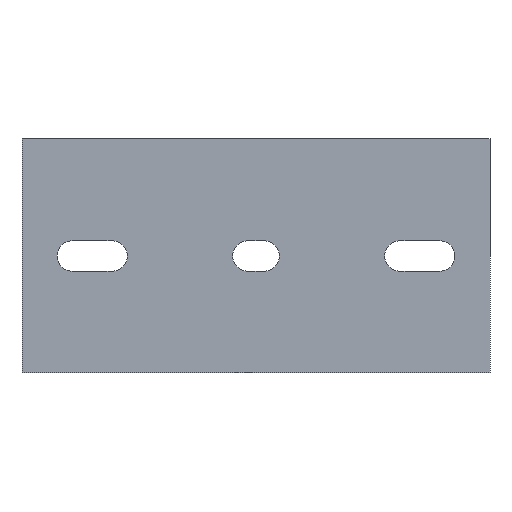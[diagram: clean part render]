
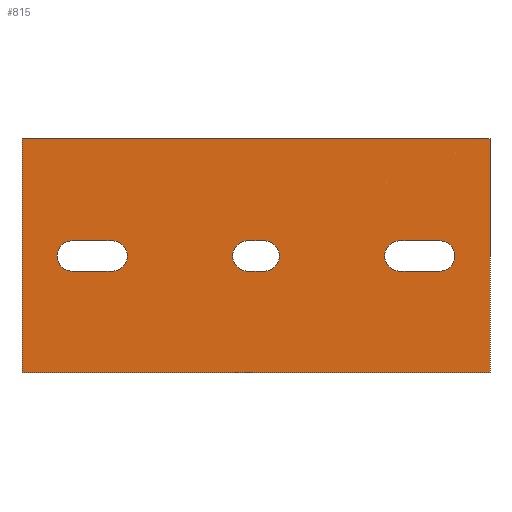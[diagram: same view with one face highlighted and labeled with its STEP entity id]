
A CAD part, front view. The second image highlights one B-rep face of the part: STEP entity #815.
In plain terms, the highlighted planar face has unit normal (0, -1, 0).
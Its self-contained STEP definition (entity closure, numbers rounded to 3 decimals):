
#17 = LINE ( 'NONE', #427, #1020 ) ;
#18 = CARTESIAN_POINT ( 'NONE',  ( -100., -6.5, -35. ) ) ;
#27 = VERTEX_POINT ( 'NONE', #957 ) ;
#28 = VECTOR ( 'NONE', #1086, 1000. ) ;
#33 = ORIENTED_EDGE ( 'NONE', *, *, #352, .T. ) ;
#46 = EDGE_CURVE ( 'NONE', #884, #1081, #488, .T. ) ;
#74 = EDGE_CURVE ( 'NONE', #1222, #1027, #390, .T. ) ;
#78 = ORIENTED_EDGE ( 'NONE', *, *, #109, .T. ) ;
#90 = LINE ( 'NONE', #1064, #1209 ) ;
#92 = CARTESIAN_POINT ( 'NONE',  ( -78.5, -6.5, 0. ) ) ;
#95 = EDGE_CURVE ( 'NONE', #805, #884, #1151, .T. ) ;
#96 = DIRECTION ( 'NONE',  ( 1., 0., 0. ) ) ;
#109 = EDGE_CURVE ( 'NONE', #1117, #309, #1143, .T. ) ;
#112 = ORIENTED_EDGE ( 'NONE', *, *, #1173, .F. ) ;
#113 = CARTESIAN_POINT ( 'NONE',  ( -3.5, -6.5, -6.5 ) ) ;
#126 = LINE ( 'NONE', #18, #565 ) ;
#135 = DIRECTION ( 'NONE',  ( 0., 0., -1. ) ) ;
#143 = DIRECTION ( 'NONE',  ( 0., 0., -1. ) ) ;
#149 = CARTESIAN_POINT ( 'NONE',  ( -3.5, -6.5, 0. ) ) ;
#159 = ORIENTED_EDGE ( 'NONE', *, *, #875, .T. ) ;
#169 = AXIS2_PLACEMENT_3D ( 'NONE', #92, #966, #485 ) ;
#170 = CARTESIAN_POINT ( 'NONE',  ( -3.5, -6.5, 6.5 ) ) ;
#178 = DIRECTION ( 'NONE',  ( 0., 1., 0. ) ) ;
#181 = FACE_BOUND ( 'NONE', #1196, .T. ) ;
#187 = CARTESIAN_POINT ( 'NONE',  ( 61.5, -6.5, -6.5 ) ) ;
#208 = ORIENTED_EDGE ( 'NONE', *, *, #1005, .T. ) ;
#221 = EDGE_CURVE ( 'NONE', #27, #724, #807, .T. ) ;
#232 = AXIS2_PLACEMENT_3D ( 'NONE', #637, #1001, #135 ) ;
#240 = ORIENTED_EDGE ( 'NONE', *, *, #74, .T. ) ;
#241 = EDGE_LOOP ( 'NONE', ( #470, #1095, #829, #291 ) ) ;
#257 = LINE ( 'NONE', #358, #683 ) ;
#276 = CARTESIAN_POINT ( 'NONE',  ( 61.5, -6.5, -6.5 ) ) ;
#278 = DIRECTION ( 'NONE',  ( 0., -1., 0. ) ) ;
#280 = CARTESIAN_POINT ( 'NONE',  ( 100., -6.5, -35. ) ) ;
#291 = ORIENTED_EDGE ( 'NONE', *, *, #851, .T. ) ;
#298 = CARTESIAN_POINT ( 'NONE',  ( -100., -6.5, 50. ) ) ;
#309 = VERTEX_POINT ( 'NONE', #721 ) ;
#319 = VECTOR ( 'NONE', #684, 1000. ) ;
#338 = AXIS2_PLACEMENT_3D ( 'NONE', #149, #1008, #453 ) ;
#344 = EDGE_LOOP ( 'NONE', ( #667, #351, #527, #112 ) ) ;
#351 = ORIENTED_EDGE ( 'NONE', *, *, #95, .F. ) ;
#352 = EDGE_CURVE ( 'NONE', #309, #27, #516, .T. ) ;
#354 = CARTESIAN_POINT ( 'NONE',  ( 61.5, -6.5, 6.5 ) ) ;
#358 = CARTESIAN_POINT ( 'NONE',  ( -78.5, -6.5, -6.5 ) ) ;
#361 = CARTESIAN_POINT ( 'NONE',  ( -61.5, -6.5, 0. ) ) ;
#375 = CARTESIAN_POINT ( 'NONE',  ( 61.5, -6.5, 6.5 ) ) ;
#376 = DIRECTION ( 'NONE',  ( 0., 0., -1. ) ) ;
#385 = EDGE_CURVE ( 'NONE', #834, #1110, #479, .T. ) ;
#390 = CIRCLE ( 'NONE', #909, 6.5 ) ;
#427 = CARTESIAN_POINT ( 'NONE',  ( -78.5, -6.5, 6.5 ) ) ;
#453 = DIRECTION ( 'NONE',  ( 0., 0., -1. ) ) ;
#470 = ORIENTED_EDGE ( 'NONE', *, *, #952, .T. ) ;
#477 = AXIS2_PLACEMENT_3D ( 'NONE', #361, #841, #918 ) ;
#479 = CIRCLE ( 'NONE', #477, 6.5 ) ;
#485 = DIRECTION ( 'NONE',  ( 0., 0., -1. ) ) ;
#488 = LINE ( 'NONE', #749, #319 ) ;
#496 = DIRECTION ( 'NONE',  ( 0., 0., -1. ) ) ;
#499 = CARTESIAN_POINT ( 'NONE',  ( -61.5, -6.5, 6.5 ) ) ;
#503 = DIRECTION ( 'NONE',  ( 1., 0., 0. ) ) ;
#516 = CIRCLE ( 'NONE', #1186, 6.5 ) ;
#527 = ORIENTED_EDGE ( 'NONE', *, *, #547, .F. ) ;
#545 = CARTESIAN_POINT ( 'NONE',  ( 100., -6.5, -50. ) ) ;
#547 = EDGE_CURVE ( 'NONE', #1083, #805, #90, .T. ) ;
#556 = CIRCLE ( 'NONE', #338, 6.5 ) ;
#565 = VECTOR ( 'NONE', #1182, 1000. ) ;
#574 = DIRECTION ( 'NONE',  ( -1., 0., 0. ) ) ;
#622 = CARTESIAN_POINT ( 'NONE',  ( -3.5, -6.5, -6.5 ) ) ;
#634 = EDGE_CURVE ( 'NONE', #855, #834, #17, .T. ) ;
#637 = CARTESIAN_POINT ( 'NONE',  ( 61.5, -6.5, 0. ) ) ;
#638 = CARTESIAN_POINT ( 'NONE',  ( 3.5, -6.5, 0. ) ) ;
#667 = ORIENTED_EDGE ( 'NONE', *, *, #46, .F. ) ;
#672 = DIRECTION ( 'NONE',  ( 0., 0., -1. ) ) ;
#682 = PLANE ( 'NONE',  #1123 ) ;
#683 = VECTOR ( 'NONE', #574, 1000. ) ;
#684 = DIRECTION ( 'NONE',  ( -1., 0., 0. ) ) ;
#688 = ORIENTED_EDGE ( 'NONE', *, *, #772, .T. ) ;
#693 = CARTESIAN_POINT ( 'NONE',  ( -78.5, -6.5, -6.5 ) ) ;
#695 = EDGE_CURVE ( 'NONE', #1098, #1222, #846, .T. ) ;
#721 = CARTESIAN_POINT ( 'NONE',  ( 3.5, -6.5, 6.5 ) ) ;
#724 = VERTEX_POINT ( 'NONE', #622 ) ;
#728 = EDGE_LOOP ( 'NONE', ( #159, #1205, #240, #208 ) ) ;
#749 = CARTESIAN_POINT ( 'NONE',  ( -74.019, -6.5, -50. ) ) ;
#756 = CARTESIAN_POINT ( 'NONE',  ( -61.5, -6.5, -6.5 ) ) ;
#765 = LINE ( 'NONE', #187, #822 ) ;
#766 = CIRCLE ( 'NONE', #169, 6.5 ) ;
#772 = EDGE_CURVE ( 'NONE', #724, #1117, #556, .T. ) ;
#805 = VERTEX_POINT ( 'NONE', #867 ) ;
#807 = LINE ( 'NONE', #113, #28 ) ;
#815 = ADVANCED_FACE ( 'NONE', ( #962, #181, #873, #856 ), #682, .T. ) ;
#821 = DIRECTION ( 'NONE',  ( 0., 1., 0. ) ) ;
#822 = VECTOR ( 'NONE', #1156, 1000. ) ;
#829 = ORIENTED_EDGE ( 'NONE', *, *, #385, .T. ) ;
#834 = VERTEX_POINT ( 'NONE', #499 ) ;
#840 = DIRECTION ( 'NONE',  ( 1., 0., 0. ) ) ;
#841 = DIRECTION ( 'NONE',  ( 0., 1., 0. ) ) ;
#846 = LINE ( 'NONE', #354, #890 ) ;
#851 = EDGE_CURVE ( 'NONE', #1110, #1055, #257, .T. ) ;
#855 = VERTEX_POINT ( 'NONE', #940 ) ;
#856 = FACE_OUTER_BOUND ( 'NONE', #344, .T. ) ;
#864 = CARTESIAN_POINT ( 'NONE',  ( 78.5, -6.5, 0. ) ) ;
#867 = CARTESIAN_POINT ( 'NONE',  ( 100., -6.5, 50. ) ) ;
#873 = FACE_BOUND ( 'NONE', #241, .T. ) ;
#875 = EDGE_CURVE ( 'NONE', #907, #1098, #1052, .T. ) ;
#884 = VERTEX_POINT ( 'NONE', #545 ) ;
#890 = VECTOR ( 'NONE', #840, 1000. ) ;
#907 = VERTEX_POINT ( 'NONE', #276 ) ;
#909 = AXIS2_PLACEMENT_3D ( 'NONE', #864, #178, #496 ) ;
#918 = DIRECTION ( 'NONE',  ( 0., 0., -1. ) ) ;
#929 = ORIENTED_EDGE ( 'NONE', *, *, #221, .T. ) ;
#940 = CARTESIAN_POINT ( 'NONE',  ( -78.5, -6.5, 6.5 ) ) ;
#952 = EDGE_CURVE ( 'NONE', #1055, #855, #766, .T. ) ;
#957 = CARTESIAN_POINT ( 'NONE',  ( 3.5, -6.5, -6.5 ) ) ;
#961 = VECTOR ( 'NONE', #376, 1000. ) ;
#962 = FACE_BOUND ( 'NONE', #728, .T. ) ;
#963 = CARTESIAN_POINT ( 'NONE',  ( -100., -6.5, -50. ) ) ;
#964 = CARTESIAN_POINT ( 'NONE',  ( -3.5, -6.5, 6.5 ) ) ;
#966 = DIRECTION ( 'NONE',  ( 0., 1., 0. ) ) ;
#1001 = DIRECTION ( 'NONE',  ( 0., 1., 0. ) ) ;
#1005 = EDGE_CURVE ( 'NONE', #1027, #907, #765, .T. ) ;
#1008 = DIRECTION ( 'NONE',  ( 0., 1., 0. ) ) ;
#1020 = VECTOR ( 'NONE', #503, 1000. ) ;
#1027 = VERTEX_POINT ( 'NONE', #1096 ) ;
#1052 = CIRCLE ( 'NONE', #232, 6.5 ) ;
#1055 = VERTEX_POINT ( 'NONE', #693 ) ;
#1064 = CARTESIAN_POINT ( 'NONE',  ( -74.019, -6.5, 50. ) ) ;
#1081 = VERTEX_POINT ( 'NONE', #963 ) ;
#1083 = VERTEX_POINT ( 'NONE', #298 ) ;
#1086 = DIRECTION ( 'NONE',  ( -1., 0., 0. ) ) ;
#1095 = ORIENTED_EDGE ( 'NONE', *, *, #634, .T. ) ;
#1096 = CARTESIAN_POINT ( 'NONE',  ( 78.5, -6.5, -6.5 ) ) ;
#1098 = VERTEX_POINT ( 'NONE', #375 ) ;
#1110 = VERTEX_POINT ( 'NONE', #756 ) ;
#1117 = VERTEX_POINT ( 'NONE', #170 ) ;
#1123 = AXIS2_PLACEMENT_3D ( 'NONE', #1149, #278, #672 ) ;
#1143 = LINE ( 'NONE', #964, #1207 ) ;
#1149 = CARTESIAN_POINT ( 'NONE',  ( 100., -6.5, -50. ) ) ;
#1151 = LINE ( 'NONE', #280, #961 ) ;
#1156 = DIRECTION ( 'NONE',  ( -1., 0., 0. ) ) ;
#1163 = DIRECTION ( 'NONE',  ( 1., 0., 0. ) ) ;
#1173 = EDGE_CURVE ( 'NONE', #1081, #1083, #126, .T. ) ;
#1182 = DIRECTION ( 'NONE',  ( 0., 0., 1. ) ) ;
#1186 = AXIS2_PLACEMENT_3D ( 'NONE', #638, #821, #143 ) ;
#1190 = CARTESIAN_POINT ( 'NONE',  ( 78.5, -6.5, 6.5 ) ) ;
#1196 = EDGE_LOOP ( 'NONE', ( #688, #78, #33, #929 ) ) ;
#1205 = ORIENTED_EDGE ( 'NONE', *, *, #695, .T. ) ;
#1207 = VECTOR ( 'NONE', #96, 1000. ) ;
#1209 = VECTOR ( 'NONE', #1163, 1000. ) ;
#1222 = VERTEX_POINT ( 'NONE', #1190 ) ;
